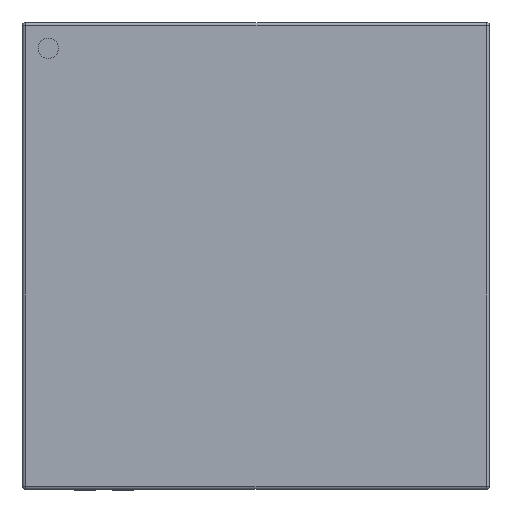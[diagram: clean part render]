
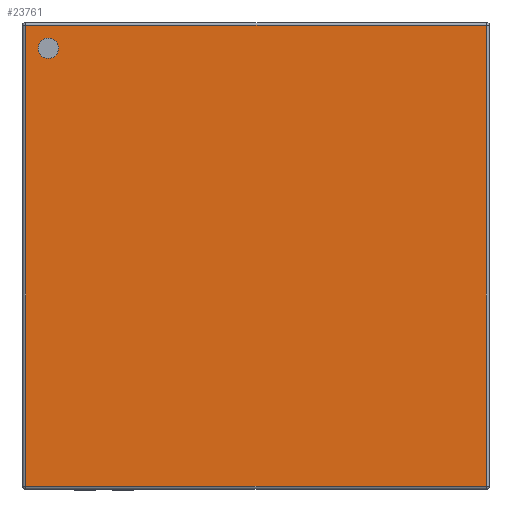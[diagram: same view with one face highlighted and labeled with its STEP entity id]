
A CAD part, top view. The second image highlights one B-rep face of the part: STEP entity #23761.
In plain terms, the highlighted planar face has unit normal (0, 0, 1).
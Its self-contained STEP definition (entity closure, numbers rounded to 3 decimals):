
#5402 = CYLINDRICAL_SURFACE('',#5403,0.05);
#5403 = AXIS2_PLACEMENT_3D('',#5404,#5405,#5406);
#5404 = CARTESIAN_POINT('',(-3.99,3.94,0.83));
#5405 = DIRECTION('',(1.,0.,0.));
#5406 = DIRECTION('',(0.,1.,0.));
#20234 = VERTEX_POINT('',#20235);
#20235 = CARTESIAN_POINT('',(-3.94,3.94,0.88));
#20257 = EDGE_CURVE('',#20234,#20258,#20260,.T.);
#20258 = VERTEX_POINT('',#20259);
#20259 = CARTESIAN_POINT('',(3.94,3.94,0.88));
#20260 = SURFACE_CURVE('',#20261,(#20265,#20272),.PCURVE_S1.);
#20261 = LINE('',#20262,#20263);
#20262 = CARTESIAN_POINT('',(-3.99,3.94,0.88));
#20263 = VECTOR('',#20264,1.);
#20264 = DIRECTION('',(1.,0.,0.));
#20265 = PCURVE('',#5402,#20266);
#20266 = DEFINITIONAL_REPRESENTATION('',(#20267),#20271);
#20267 = LINE('',#20268,#20269);
#20268 = CARTESIAN_POINT('',(1.571,0.));
#20269 = VECTOR('',#20270,1.);
#20270 = DIRECTION('',(0.,1.));
#20271 = ( GEOMETRIC_REPRESENTATION_CONTEXT(2) 
PARAMETRIC_REPRESENTATION_CONTEXT() REPRESENTATION_CONTEXT('2D SPACE',''
  ) );
#20272 = PCURVE('',#20273,#20278);
#20273 = PLANE('',#20274);
#20274 = AXIS2_PLACEMENT_3D('',#20275,#20276,#20277);
#20275 = CARTESIAN_POINT('',(-3.99,-3.99,0.88));
#20276 = DIRECTION('',(0.,0.,1.));
#20277 = DIRECTION('',(1.,0.,0.));
#20278 = DEFINITIONAL_REPRESENTATION('',(#20279),#20283);
#20279 = LINE('',#20280,#20281);
#20280 = CARTESIAN_POINT('',(0.,7.93));
#20281 = VECTOR('',#20282,1.);
#20282 = DIRECTION('',(1.,0.));
#20283 = ( GEOMETRIC_REPRESENTATION_CONTEXT(2) 
PARAMETRIC_REPRESENTATION_CONTEXT() REPRESENTATION_CONTEXT('2D SPACE',''
  ) );
#20643 = CYLINDRICAL_SURFACE('',#20644,0.05);
#20644 = AXIS2_PLACEMENT_3D('',#20645,#20646,#20647);
#20645 = CARTESIAN_POINT('',(-3.94,3.94,0.83));
#20646 = DIRECTION('',(-0.,-1.,-0.));
#20647 = DIRECTION('',(-1.,0.,0.));
#20979 = CYLINDRICAL_SURFACE('',#20980,0.05);
#20980 = AXIS2_PLACEMENT_3D('',#20981,#20982,#20983);
#20981 = CARTESIAN_POINT('',(-3.99,-3.94,0.83));
#20982 = DIRECTION('',(1.,0.,0.));
#20983 = DIRECTION('',(0.,-1.,0.));
#22519 = CYLINDRICAL_SURFACE('',#22520,0.05);
#22520 = AXIS2_PLACEMENT_3D('',#22521,#22522,#22523);
#22521 = CARTESIAN_POINT('',(3.94,3.94,0.83));
#22522 = DIRECTION('',(-0.,-1.,-0.));
#22523 = DIRECTION('',(0.,0.,1.));
#23761 = ADVANCED_FACE('',(#23762,#23832),#20273,.T.);
#23762 = FACE_BOUND('',#23763,.T.);
#23763 = EDGE_LOOP('',(#23764,#23789,#23810,#23811));
#23764 = ORIENTED_EDGE('',*,*,#23765,.T.);
#23765 = EDGE_CURVE('',#23766,#23768,#23770,.T.);
#23766 = VERTEX_POINT('',#23767);
#23767 = CARTESIAN_POINT('',(-3.94,-3.94,0.88));
#23768 = VERTEX_POINT('',#23769);
#23769 = CARTESIAN_POINT('',(3.94,-3.94,0.88));
#23770 = SURFACE_CURVE('',#23771,(#23775,#23782),.PCURVE_S1.);
#23771 = LINE('',#23772,#23773);
#23772 = CARTESIAN_POINT('',(-3.99,-3.94,0.88));
#23773 = VECTOR('',#23774,1.);
#23774 = DIRECTION('',(1.,0.,0.));
#23775 = PCURVE('',#20273,#23776);
#23776 = DEFINITIONAL_REPRESENTATION('',(#23777),#23781);
#23777 = LINE('',#23778,#23779);
#23778 = CARTESIAN_POINT('',(0.,0.05));
#23779 = VECTOR('',#23780,1.);
#23780 = DIRECTION('',(1.,0.));
#23781 = ( GEOMETRIC_REPRESENTATION_CONTEXT(2) 
PARAMETRIC_REPRESENTATION_CONTEXT() REPRESENTATION_CONTEXT('2D SPACE',''
  ) );
#23782 = PCURVE('',#20979,#23783);
#23783 = DEFINITIONAL_REPRESENTATION('',(#23784),#23788);
#23784 = LINE('',#23785,#23786);
#23785 = CARTESIAN_POINT('',(-1.571,0.));
#23786 = VECTOR('',#23787,1.);
#23787 = DIRECTION('',(-0.,1.));
#23788 = ( GEOMETRIC_REPRESENTATION_CONTEXT(2) 
PARAMETRIC_REPRESENTATION_CONTEXT() REPRESENTATION_CONTEXT('2D SPACE',''
  ) );
#23789 = ORIENTED_EDGE('',*,*,#23790,.F.);
#23790 = EDGE_CURVE('',#20258,#23768,#23791,.T.);
#23791 = SURFACE_CURVE('',#23792,(#23796,#23803),.PCURVE_S1.);
#23792 = LINE('',#23793,#23794);
#23793 = CARTESIAN_POINT('',(3.94,3.94,0.88));
#23794 = VECTOR('',#23795,1.);
#23795 = DIRECTION('',(-0.,-1.,-0.));
#23796 = PCURVE('',#20273,#23797);
#23797 = DEFINITIONAL_REPRESENTATION('',(#23798),#23802);
#23798 = LINE('',#23799,#23800);
#23799 = CARTESIAN_POINT('',(7.93,7.93));
#23800 = VECTOR('',#23801,1.);
#23801 = DIRECTION('',(-0.,-1.));
#23802 = ( GEOMETRIC_REPRESENTATION_CONTEXT(2) 
PARAMETRIC_REPRESENTATION_CONTEXT() REPRESENTATION_CONTEXT('2D SPACE',''
  ) );
#23803 = PCURVE('',#22519,#23804);
#23804 = DEFINITIONAL_REPRESENTATION('',(#23805),#23809);
#23805 = LINE('',#23806,#23807);
#23806 = CARTESIAN_POINT('',(-0.,0.));
#23807 = VECTOR('',#23808,1.);
#23808 = DIRECTION('',(-0.,1.));
#23809 = ( GEOMETRIC_REPRESENTATION_CONTEXT(2) 
PARAMETRIC_REPRESENTATION_CONTEXT() REPRESENTATION_CONTEXT('2D SPACE',''
  ) );
#23810 = ORIENTED_EDGE('',*,*,#20257,.F.);
#23811 = ORIENTED_EDGE('',*,*,#23812,.T.);
#23812 = EDGE_CURVE('',#20234,#23766,#23813,.T.);
#23813 = SURFACE_CURVE('',#23814,(#23818,#23825),.PCURVE_S1.);
#23814 = LINE('',#23815,#23816);
#23815 = CARTESIAN_POINT('',(-3.94,3.94,0.88));
#23816 = VECTOR('',#23817,1.);
#23817 = DIRECTION('',(-0.,-1.,-0.));
#23818 = PCURVE('',#20273,#23819);
#23819 = DEFINITIONAL_REPRESENTATION('',(#23820),#23824);
#23820 = LINE('',#23821,#23822);
#23821 = CARTESIAN_POINT('',(0.05,7.93));
#23822 = VECTOR('',#23823,1.);
#23823 = DIRECTION('',(-0.,-1.));
#23824 = ( GEOMETRIC_REPRESENTATION_CONTEXT(2) 
PARAMETRIC_REPRESENTATION_CONTEXT() REPRESENTATION_CONTEXT('2D SPACE',''
  ) );
#23825 = PCURVE('',#20643,#23826);
#23826 = DEFINITIONAL_REPRESENTATION('',(#23827),#23831);
#23827 = LINE('',#23828,#23829);
#23828 = CARTESIAN_POINT('',(-1.571,0.));
#23829 = VECTOR('',#23830,1.);
#23830 = DIRECTION('',(-0.,1.));
#23831 = ( GEOMETRIC_REPRESENTATION_CONTEXT(2) 
PARAMETRIC_REPRESENTATION_CONTEXT() REPRESENTATION_CONTEXT('2D SPACE',''
  ) );
#23832 = FACE_BOUND('',#23833,.T.);
#23833 = EDGE_LOOP('',(#23834));
#23834 = ORIENTED_EDGE('',*,*,#23835,.F.);
#23835 = EDGE_CURVE('',#23836,#23836,#23838,.T.);
#23836 = VERTEX_POINT('',#23837);
#23837 = CARTESIAN_POINT('',(-3.375,-3.55,0.88));
#23838 = SURFACE_CURVE('',#23839,(#23844,#23851),.PCURVE_S1.);
#23839 = CIRCLE('',#23840,0.175);
#23840 = AXIS2_PLACEMENT_3D('',#23841,#23842,#23843);
#23841 = CARTESIAN_POINT('',(-3.55,-3.55,0.88));
#23842 = DIRECTION('',(0.,0.,1.));
#23843 = DIRECTION('',(1.,0.,0.));
#23844 = PCURVE('',#20273,#23845);
#23845 = DEFINITIONAL_REPRESENTATION('',(#23846),#23850);
#23846 = CIRCLE('',#23847,0.175);
#23847 = AXIS2_PLACEMENT_2D('',#23848,#23849);
#23848 = CARTESIAN_POINT('',(0.44,0.44));
#23849 = DIRECTION('',(1.,0.));
#23850 = ( GEOMETRIC_REPRESENTATION_CONTEXT(2) 
PARAMETRIC_REPRESENTATION_CONTEXT() REPRESENTATION_CONTEXT('2D SPACE',''
  ) );
#23851 = PCURVE('',#23852,#23857);
#23852 = CYLINDRICAL_SURFACE('',#23853,0.175);
#23853 = AXIS2_PLACEMENT_3D('',#23854,#23855,#23856);
#23854 = CARTESIAN_POINT('',(-3.55,-3.55,0.88));
#23855 = DIRECTION('',(-0.,-0.,-1.));
#23856 = DIRECTION('',(1.,0.,0.));
#23857 = DEFINITIONAL_REPRESENTATION('',(#23858),#23862);
#23858 = LINE('',#23859,#23860);
#23859 = CARTESIAN_POINT('',(-0.,0.));
#23860 = VECTOR('',#23861,1.);
#23861 = DIRECTION('',(-1.,0.));
#23862 = ( GEOMETRIC_REPRESENTATION_CONTEXT(2) 
PARAMETRIC_REPRESENTATION_CONTEXT() REPRESENTATION_CONTEXT('2D SPACE',''
  ) );
